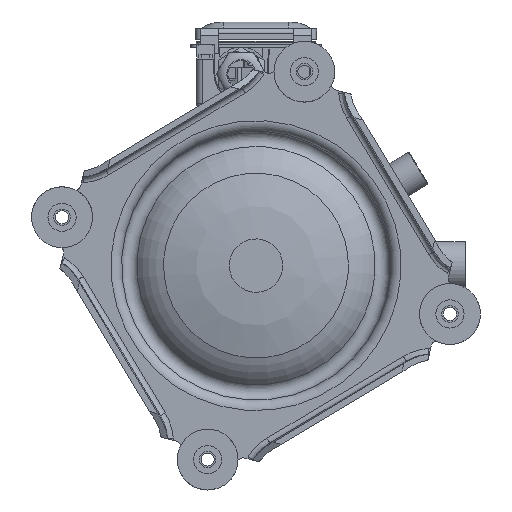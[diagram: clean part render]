
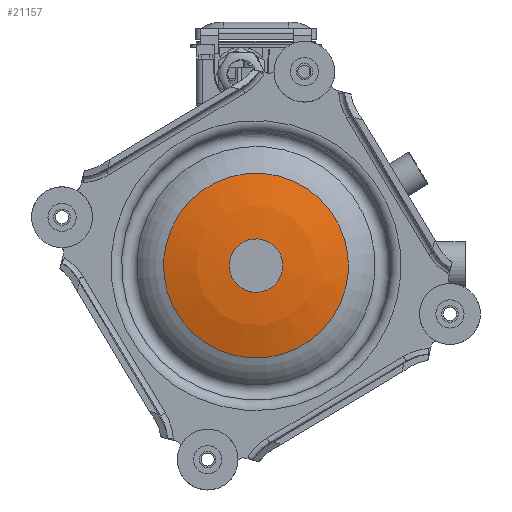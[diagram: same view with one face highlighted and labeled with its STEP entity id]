
A CAD part, front view. The second image highlights one B-rep face of the part: STEP entity #21157.
In plain terms, the highlighted free-form (B-spline) face has degree [2, 2] with [3, 9] control points.
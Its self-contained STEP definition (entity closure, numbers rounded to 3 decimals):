
#492=(
BOUNDED_SURFACE()
B_SPLINE_SURFACE(2,2,((#34955,#34956,#34957,#34958,#34959,#34960,#34961,
#34962,#34963),(#34964,#34965,#34966,#34967,#34968,#34969,#34970,#34971,
#34972),(#34973,#34974,#34975,#34976,#34977,#34978,#34979,#34980,#34981)),
 .UNSPECIFIED.,.F.,.T.,.F.)
B_SPLINE_SURFACE_WITH_KNOTS((3,3),(3,2,2,2,3),(-1.571,-1.235),
(-3.142,-1.571,0.,1.571,3.142),
 .UNSPECIFIED.)
GEOMETRIC_REPRESENTATION_ITEM()
RATIONAL_B_SPLINE_SURFACE(((1.,0.707,1.,0.707,1.,
0.707,1.,0.707,1.),(0.986,0.697,
0.986,0.697,0.986,0.697,
0.986,0.697,0.986),(1.,0.707,
1.,0.707,1.,0.707,1.,0.707,1.)))
REPRESENTATION_ITEM('')
SURFACE()
);
#1831=FACE_OUTER_BOUND('',#3021,.T.);
#3021=EDGE_LOOP('',(#16048,#16049,#16050,#16051,#16052,#16053,#16054));
#4488=CIRCLE('',#22738,62.274);
#4490=CIRCLE('',#22740,62.274);
#4491=CIRCLE('',#22741,62.274);
#4492=CIRCLE('',#22742,134.2);
#4493=CIRCLE('',#22743,18.);
#4494=CIRCLE('',#22744,18.);
#9417=VERTEX_POINT('',#34948);
#9418=VERTEX_POINT('',#34949);
#9419=VERTEX_POINT('',#34952);
#9420=VERTEX_POINT('',#34982);
#9421=VERTEX_POINT('',#34984);
#11880=EDGE_CURVE('',#9417,#9418,#4488,.T.);
#11882=EDGE_CURVE('',#9418,#9419,#4490,.T.);
#11883=EDGE_CURVE('',#9419,#9417,#4491,.T.);
#11884=EDGE_CURVE('',#9419,#9420,#4492,.T.);
#11885=EDGE_CURVE('',#9420,#9421,#4493,.T.);
#11886=EDGE_CURVE('',#9421,#9420,#4494,.T.);
#16048=ORIENTED_EDGE('',*,*,#11880,.F.);
#16049=ORIENTED_EDGE('',*,*,#11883,.F.);
#16050=ORIENTED_EDGE('',*,*,#11884,.T.);
#16051=ORIENTED_EDGE('',*,*,#11885,.T.);
#16052=ORIENTED_EDGE('',*,*,#11886,.T.);
#16053=ORIENTED_EDGE('',*,*,#11884,.F.);
#16054=ORIENTED_EDGE('',*,*,#11882,.F.);
#21157=ADVANCED_FACE('',(#1831),#492,.F.);
#22738=AXIS2_PLACEMENT_3D('',#34950,#26276,#26277);
#22740=AXIS2_PLACEMENT_3D('',#34953,#26280,#26281);
#22741=AXIS2_PLACEMENT_3D('',#34954,#26282,#26283);
#22742=AXIS2_PLACEMENT_3D('',#34983,#26284,#26285);
#22743=AXIS2_PLACEMENT_3D('',#34985,#26286,#26287);
#22744=AXIS2_PLACEMENT_3D('',#34986,#26288,#26289);
#26276=DIRECTION('center_axis',(0.,1.,0.));
#26277=DIRECTION('ref_axis',(0.242,0.,0.97));
#26280=DIRECTION('center_axis',(0.,1.,0.));
#26281=DIRECTION('ref_axis',(0.242,0.,0.97));
#26282=DIRECTION('center_axis',(0.,1.,0.));
#26283=DIRECTION('ref_axis',(0.242,0.,0.97));
#26284=DIRECTION('center_axis',(-0.242,0.,
-0.97));
#26285=DIRECTION('ref_axis',(0.97,0.,-0.242));
#26286=DIRECTION('center_axis',(0.,1.,0.));
#26287=DIRECTION('ref_axis',(0.242,0.,0.97));
#26288=DIRECTION('center_axis',(0.,1.,0.));
#26289=DIRECTION('ref_axis',(0.242,0.,0.97));
#34948=CARTESIAN_POINT('',(-15.065,-8.386,-60.424));
#34949=CARTESIAN_POINT('',(15.065,-8.386,60.424));
#34950=CARTESIAN_POINT('Origin',(0.,-8.386,0.));
#34952=CARTESIAN_POINT('',(60.424,-8.386,-15.065));
#34953=CARTESIAN_POINT('Origin',(0.,-8.386,0.));
#34954=CARTESIAN_POINT('Origin',(0.,-8.386,0.));
#34955=CARTESIAN_POINT('Ctrl Pts',(17.465,-15.9,-4.355));
#34956=CARTESIAN_POINT('Ctrl Pts',(13.111,-15.9,-21.82));
#34957=CARTESIAN_POINT('Ctrl Pts',(-4.355,-15.9,
-17.465));
#34958=CARTESIAN_POINT('Ctrl Pts',(-21.82,-15.9,
-13.111));
#34959=CARTESIAN_POINT('Ctrl Pts',(-17.465,-15.9,
4.355));
#34960=CARTESIAN_POINT('Ctrl Pts',(-13.111,-15.9,
21.82));
#34961=CARTESIAN_POINT('Ctrl Pts',(4.355,-15.9,17.465));
#34962=CARTESIAN_POINT('Ctrl Pts',(21.82,-15.9,13.111));
#34963=CARTESIAN_POINT('Ctrl Pts',(17.465,-15.9,-4.355));
#34964=CARTESIAN_POINT('Ctrl Pts',(39.563,-15.9,-9.864));
#34965=CARTESIAN_POINT('Ctrl Pts',(29.699,-15.9,-49.427));
#34966=CARTESIAN_POINT('Ctrl Pts',(-9.864,-15.9,
-39.563));
#34967=CARTESIAN_POINT('Ctrl Pts',(-49.427,-15.9,
-29.699));
#34968=CARTESIAN_POINT('Ctrl Pts',(-39.563,-15.9,9.864));
#34969=CARTESIAN_POINT('Ctrl Pts',(-29.699,-15.9,49.427));
#34970=CARTESIAN_POINT('Ctrl Pts',(9.864,-15.9,39.563));
#34971=CARTESIAN_POINT('Ctrl Pts',(49.427,-15.9,29.699));
#34972=CARTESIAN_POINT('Ctrl Pts',(39.563,-15.9,-9.864));
#34973=CARTESIAN_POINT('Ctrl Pts',(60.424,-8.386,-15.065));
#34974=CARTESIAN_POINT('Ctrl Pts',(45.359,-8.386,-75.49));
#34975=CARTESIAN_POINT('Ctrl Pts',(-15.065,-8.386,
-60.424));
#34976=CARTESIAN_POINT('Ctrl Pts',(-75.49,-8.386,-45.359));
#34977=CARTESIAN_POINT('Ctrl Pts',(-60.424,-8.386,
15.065));
#34978=CARTESIAN_POINT('Ctrl Pts',(-45.359,-8.386,
75.49));
#34979=CARTESIAN_POINT('Ctrl Pts',(15.065,-8.386,60.424));
#34980=CARTESIAN_POINT('Ctrl Pts',(75.49,-8.386,45.359));
#34981=CARTESIAN_POINT('Ctrl Pts',(60.424,-8.386,-15.065));
#34982=CARTESIAN_POINT('',(17.465,-15.9,-4.355));
#34983=CARTESIAN_POINT('Origin',(17.465,118.3,-4.355));
#34984=CARTESIAN_POINT('',(-4.355,-15.9,-17.465));
#34985=CARTESIAN_POINT('Origin',(0.,-15.9,
0.));
#34986=CARTESIAN_POINT('Origin',(0.,-15.9,
0.));
